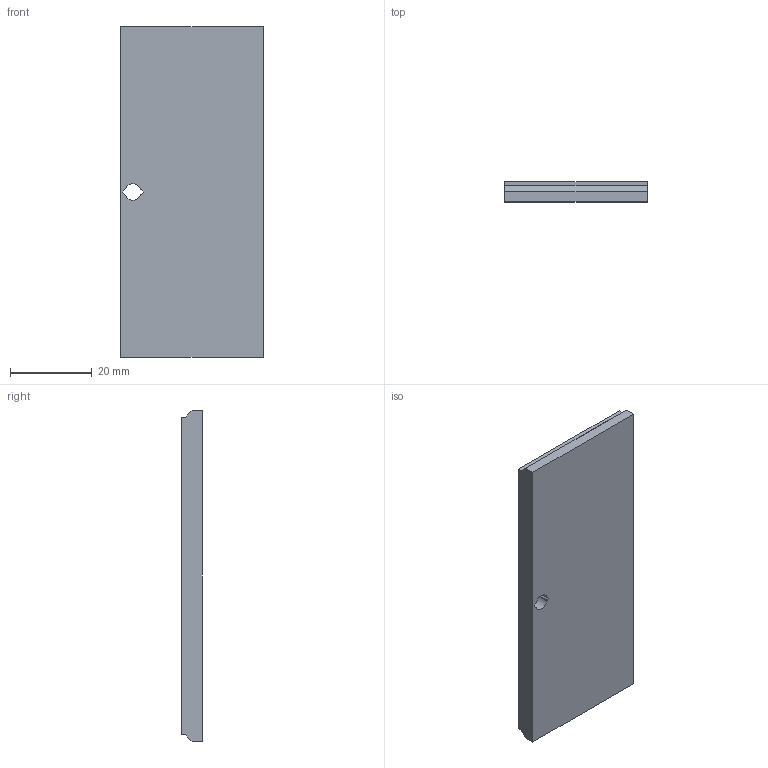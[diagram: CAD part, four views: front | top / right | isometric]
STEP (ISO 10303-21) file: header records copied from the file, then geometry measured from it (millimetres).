
FILE_DESCRIPTION(/* description */ (''),/* implementation_level */ '2;1');
FILE_NAME(/* name */ 'base lid.step',/* time_stamp */ '2025-03-11T12:57:34+01:00',/* author */ ('klawy'),/* organization */ (''),/* preprocessor_version */ 'ST-DEVELOPER v20',/* originating_system */ 'Autodesk Inventor 2025',/* authorisation */ '');
FILE_SCHEMA (('AUTOMOTIVE_DESIGN { 1 0 10303 214 3 1 1 }'));
Length unit declared in the file: millimetre
Products named in the file (1): base lid
Bounding box: 35 x 5 x 81 mm (x, y, z)
Volume: 13924.2 mm3; surface area: 6796.6 mm2
Topology: 1 solids, 1 shells, 22 faces, 56 edges, 36 vertices
Faces by surface type: plane 18, cone 2, cylinder 2
Entity records: 693 total; most frequent: CARTESIAN_POINT 131, ORIENTED_EDGE 112, DIRECTION 100, EDGE_CURVE 56, LINE 42, VECTOR 42, VERTEX_POINT 36, AXIS2_PLACEMENT_3D 29
